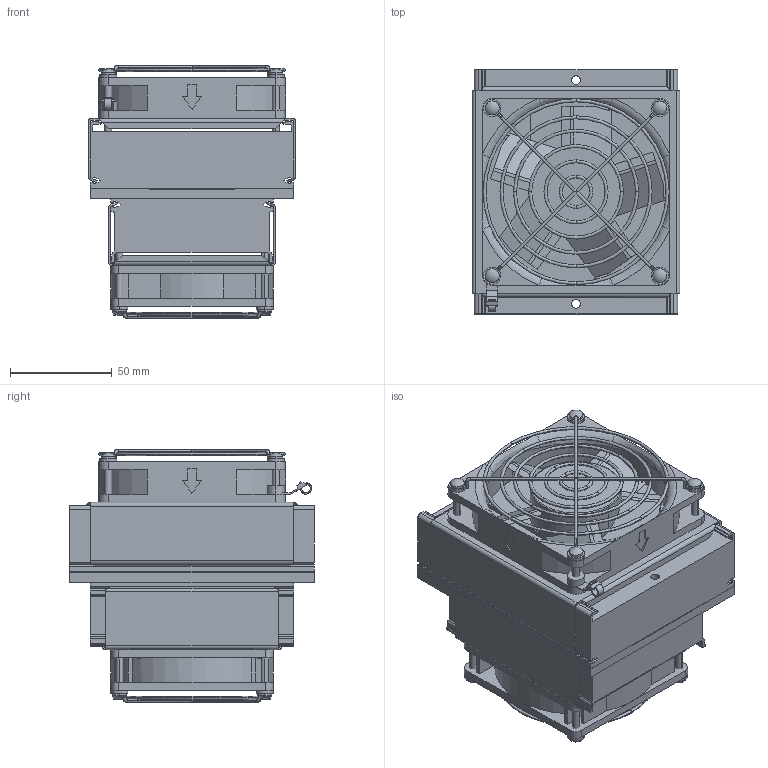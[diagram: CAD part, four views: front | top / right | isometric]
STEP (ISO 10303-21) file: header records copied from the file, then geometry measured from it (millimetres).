
FILE_DESCRIPTION (( 'STEP AP214' ), '1' );
FILE_NAME ('AA-034-12-22-00-00.STEP', '2018-12-15T03:57:08', ( '' ), ( '' ), 'SwSTEP 2.0', 'SolidWorks 2016', '' );
FILE_SCHEMA (( 'AUTOMOTIVE_DESIGN' ));
Length unit declared in the file: millimetre
Products named in the file (1): AA-034-12-22-00-00
Bounding box: 102.2 x 120 x 124.28 mm (x, y, z)
Volume: 756061 mm3; surface area: 229536.9 mm2
Topology: 28 solids, 28 shells, 864 faces, 2379 edges, 1564 vertices
Faces by surface type: plane 416, cylinder 313, torus 75, cone 30, bspline 22, sphere 8
Entity records: 31617 total; most frequent: CARTESIAN_POINT 9645, ORIENTED_EDGE 4674, DIRECTION 4316, EDGE_CURVE 2337, VERTEX_POINT 1548, AXIS2_PLACEMENT_3D 1548, LINE 1220, VECTOR 1220
